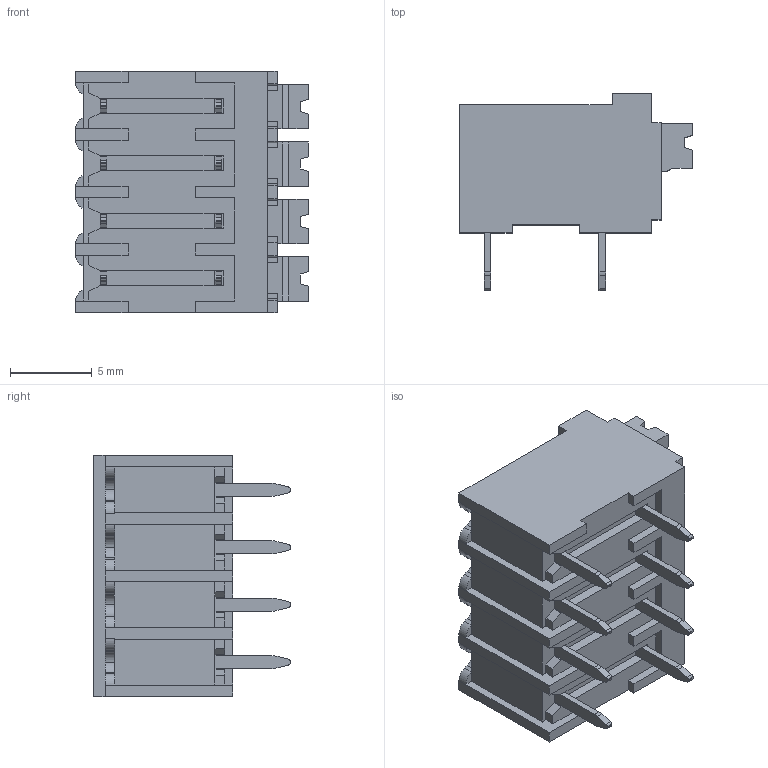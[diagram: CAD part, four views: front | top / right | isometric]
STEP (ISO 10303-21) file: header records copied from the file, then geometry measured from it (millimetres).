
FILE_DESCRIPTION (( 'STEP AP214' ), '1' );
FILE_NAME ('CUI_DEVICES_TBLH10-350-04BK.step', '2019-11-18T01:23:47', ( '' ), ( '' ), 'SwSTEP 2.0', 'SolidWorks 2019', '' );
FILE_SCHEMA (( 'AUTOMOTIVE_DESIGN' ));
Length unit declared in the file: millimetre
Products named in the file (1): CUI_DEVICES_TBLH10-350-04BK
Bounding box: 14.2 x 12 x 14.7 mm (x, y, z)
Volume: 1306.8 mm3; surface area: 1206.9 mm2
Topology: 9 solids, 9 shells, 424 faces, 1206 edges, 796 vertices
Faces by surface type: plane 348, cylinder 68, bspline 8
Entity records: 16057 total; most frequent: CARTESIAN_POINT 2914, ORIENTED_EDGE 2412, DIRECTION 2123, EDGE_CURVE 1206, LINE 937, VECTOR 937, VERTEX_POINT 796, AXIS2_PLACEMENT_3D 593
